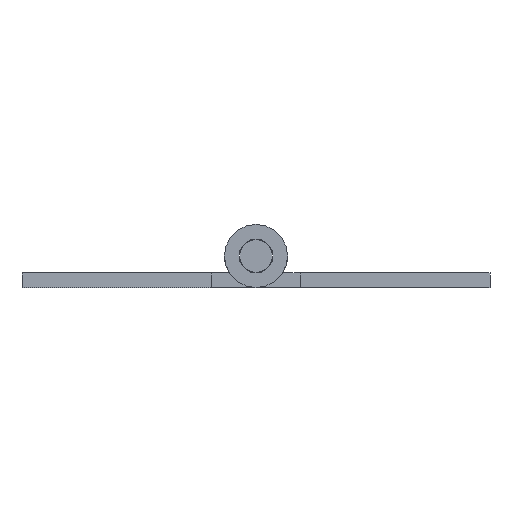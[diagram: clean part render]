
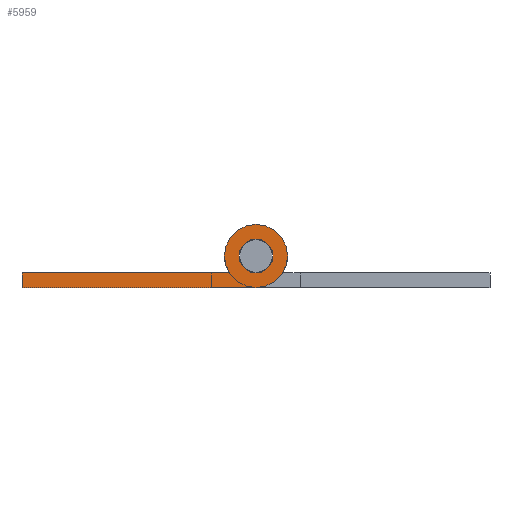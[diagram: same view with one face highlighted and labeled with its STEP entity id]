
A CAD part, front view. The second image highlights one B-rep face of the part: STEP entity #5959.
In plain terms, the highlighted face is planar.
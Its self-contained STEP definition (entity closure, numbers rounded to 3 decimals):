
#179 = CARTESIAN_POINT ( 'NONE',  ( 0., -2.15, -914.4 ) ) ;
#530 = CIRCLE ( 'NONE', #14892, 2.15 ) ;
#645 = CARTESIAN_POINT ( 'NONE',  ( 0., -2.15, -914.4 ) ) ;
#761 = EDGE_LOOP ( 'NONE', ( #11350, #6310, #22329, #30027, #4198, #18430 ) ) ;
#999 = CARTESIAN_POINT ( 'NONE',  ( 0., 0., -914.4 ) ) ;
#1140 = DIRECTION ( 'NONE',  ( 0., 0., 1. ) ) ;
#1300 = VECTOR ( 'NONE', #39393, 1000. ) ;
#1338 = DIRECTION ( 'NONE',  ( 0., 0., 1. ) ) ;
#2199 = DIRECTION ( 'NONE',  ( 0., 0., 1. ) ) ;
#3745 = CARTESIAN_POINT ( 'NONE',  ( -1.15, 0., -914.4 ) ) ;
#4083 = EDGE_CURVE ( 'NONE', #16170, #14850, #33645, .T. ) ;
#4198 = ORIENTED_EDGE ( 'NONE', *, *, #21001, .F. ) ;
#5422 = DIRECTION ( 'NONE',  ( -1., 0., 0. ) ) ;
#5493 = EDGE_CURVE ( 'NONE', #17828, #16170, #8581, .T. ) ;
#5959 = ADVANCED_FACE ( 'NONE', ( #6036, #26835 ), #10228, .F. ) ;
#6036 = FACE_OUTER_BOUND ( 'NONE', #761, .T. ) ;
#6310 = ORIENTED_EDGE ( 'NONE', *, *, #37615, .F. ) ;
#7521 = DIRECTION ( 'NONE',  ( 1., 0., 0. ) ) ;
#7850 = VECTOR ( 'NONE', #8072, 1000. ) ;
#8072 = DIRECTION ( 'NONE',  ( 0., 1., 0. ) ) ;
#8434 = CARTESIAN_POINT ( 'NONE',  ( 0., 0., -914.4 ) ) ;
#8581 = CIRCLE ( 'NONE', #30423, 2.15 ) ;
#10082 = EDGE_CURVE ( 'NONE', #10518, #10730, #11438, .T. ) ;
#10228 = PLANE ( 'NONE',  #15179 ) ;
#10366 = LINE ( 'NONE', #27097, #7850 ) ;
#10504 = EDGE_CURVE ( 'NONE', #35045, #15784, #22590, .T. ) ;
#10518 = VERTEX_POINT ( 'NONE', #3745 ) ;
#10730 = VERTEX_POINT ( 'NONE', #24531 ) ;
#11011 = CARTESIAN_POINT ( 'NONE',  ( 0., 0., -914.4 ) ) ;
#11196 = EDGE_CURVE ( 'NONE', #15784, #25569, #10366, .T. ) ;
#11350 = ORIENTED_EDGE ( 'NONE', *, *, #5493, .F. ) ;
#11438 = CIRCLE ( 'NONE', #24546, 1.15 ) ;
#14520 = CARTESIAN_POINT ( 'NONE',  ( 2.15, 0., -914.4 ) ) ;
#14850 = VERTEX_POINT ( 'NONE', #33441 ) ;
#14892 = AXIS2_PLACEMENT_3D ( 'NONE', #8434, #2199, #34134 ) ;
#15179 = AXIS2_PLACEMENT_3D ( 'NONE', #16760, #26399, #20143 ) ;
#15784 = VERTEX_POINT ( 'NONE', #41792 ) ;
#16170 = VERTEX_POINT ( 'NONE', #14520 ) ;
#16760 = CARTESIAN_POINT ( 'NONE',  ( 0., 0., -914.4 ) ) ;
#16845 = DIRECTION ( 'NONE',  ( 0., 0., 1. ) ) ;
#17129 = DIRECTION ( 'NONE',  ( 1., 0., 0. ) ) ;
#17828 = VERTEX_POINT ( 'NONE', #34252 ) ;
#18050 = DIRECTION ( 'NONE',  ( 0., 0., 1. ) ) ;
#18430 = ORIENTED_EDGE ( 'NONE', *, *, #4083, .F. ) ;
#20143 = DIRECTION ( 'NONE',  ( 1., 0., 0. ) ) ;
#21001 = EDGE_CURVE ( 'NONE', #14850, #35045, #530, .T. ) ;
#21442 = DIRECTION ( 'NONE',  ( 1., 0., 0. ) ) ;
#21562 = CARTESIAN_POINT ( 'NONE',  ( 15.9, -1.15, -914.4 ) ) ;
#22329 = ORIENTED_EDGE ( 'NONE', *, *, #11196, .F. ) ;
#22590 = LINE ( 'NONE', #645, #1300 ) ;
#23579 = ORIENTED_EDGE ( 'NONE', *, *, #28825, .T. ) ;
#23988 = DIRECTION ( 'NONE',  ( 1., 0., 0. ) ) ;
#24123 = CARTESIAN_POINT ( 'NONE',  ( 0., 0., -914.4 ) ) ;
#24531 = CARTESIAN_POINT ( 'NONE',  ( 1.15, 0., -914.4 ) ) ;
#24546 = AXIS2_PLACEMENT_3D ( 'NONE', #11011, #16845, #17129 ) ;
#25569 = VERTEX_POINT ( 'NONE', #34366 ) ;
#26061 = CIRCLE ( 'NONE', #30171, 1.15 ) ;
#26399 = DIRECTION ( 'NONE',  ( 0., 0., 1. ) ) ;
#26835 = FACE_BOUND ( 'NONE', #36489, .T. ) ;
#27097 = CARTESIAN_POINT ( 'NONE',  ( 15.9, -2.15, -914.4 ) ) ;
#27376 = AXIS2_PLACEMENT_3D ( 'NONE', #37496, #18050, #21442 ) ;
#27797 = LINE ( 'NONE', #21562, #28310 ) ;
#28310 = VECTOR ( 'NONE', #5422, 1000. ) ;
#28825 = EDGE_CURVE ( 'NONE', #10730, #10518, #26061, .T. ) ;
#30027 = ORIENTED_EDGE ( 'NONE', *, *, #10504, .F. ) ;
#30171 = AXIS2_PLACEMENT_3D ( 'NONE', #999, #1140, #7521 ) ;
#30423 = AXIS2_PLACEMENT_3D ( 'NONE', #24123, #1338, #23988 ) ;
#33441 = CARTESIAN_POINT ( 'NONE',  ( -2.15, 0., -914.4 ) ) ;
#33645 = CIRCLE ( 'NONE', #27376, 2.15 ) ;
#34134 = DIRECTION ( 'NONE',  ( 1., 0., 0. ) ) ;
#34252 = CARTESIAN_POINT ( 'NONE',  ( 1.817, -1.15, -914.4 ) ) ;
#34366 = CARTESIAN_POINT ( 'NONE',  ( 15.9, -1.15, -914.4 ) ) ;
#35045 = VERTEX_POINT ( 'NONE', #179 ) ;
#36489 = EDGE_LOOP ( 'NONE', ( #42023, #23579 ) ) ;
#37496 = CARTESIAN_POINT ( 'NONE',  ( 0., 0., -914.4 ) ) ;
#37615 = EDGE_CURVE ( 'NONE', #25569, #17828, #27797, .T. ) ;
#39393 = DIRECTION ( 'NONE',  ( 1., 0., 0. ) ) ;
#41792 = CARTESIAN_POINT ( 'NONE',  ( 15.9, -2.15, -914.4 ) ) ;
#42023 = ORIENTED_EDGE ( 'NONE', *, *, #10082, .T. ) ;
